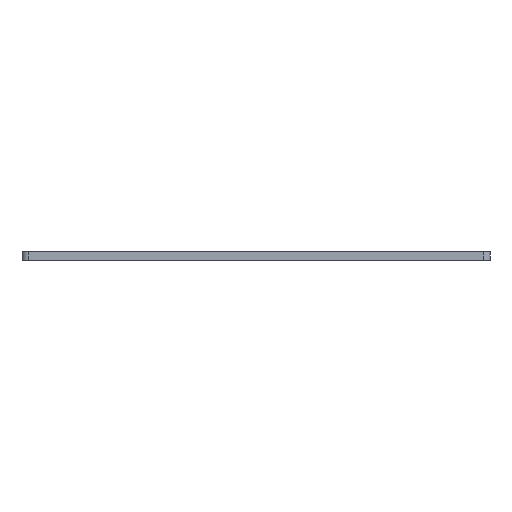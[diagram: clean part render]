
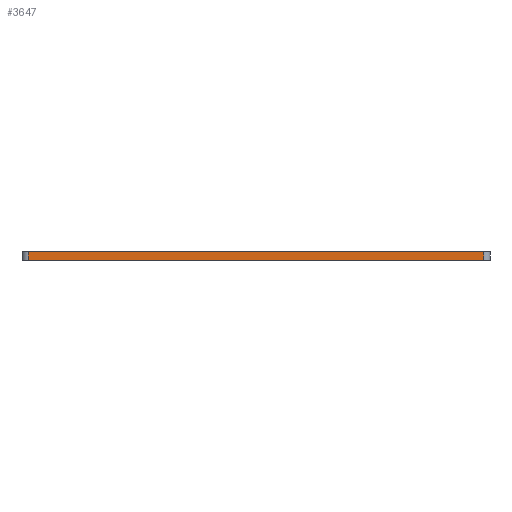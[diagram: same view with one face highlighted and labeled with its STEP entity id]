
A CAD part, front view. The second image highlights one B-rep face of the part: STEP entity #3647.
In plain terms, the highlighted planar face has unit normal (0, -1, 0).
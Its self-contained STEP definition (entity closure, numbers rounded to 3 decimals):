
#85 = EDGE_CURVE ( 'NONE', #4120, #1594, #4113, .T. ) ;
#144 = DIRECTION ( 'NONE',  ( 1., 0., 0. ) ) ;
#177 = CARTESIAN_POINT ( 'NONE',  ( 108.8, -17., 46.5 ) ) ;
#215 = AXIS2_PLACEMENT_3D ( 'NONE', #3675, #1414, #2902 ) ;
#300 = VERTEX_POINT ( 'NONE', #2760 ) ;
#429 = CARTESIAN_POINT ( 'NONE',  ( 108.8, -17., 46.5 ) ) ;
#1118 = FACE_OUTER_BOUND ( 'NONE', #3619, .T. ) ;
#1414 = DIRECTION ( 'NONE',  ( 0., 1., 0. ) ) ;
#1594 = VERTEX_POINT ( 'NONE', #177 ) ;
#1687 = ORIENTED_EDGE ( 'NONE', *, *, #2621, .F. ) ;
#1895 = LINE ( 'NONE', #4272, #4586 ) ;
#2115 = VERTEX_POINT ( 'NONE', #4333 ) ;
#2321 = DIRECTION ( 'NONE',  ( 0., 0., 1. ) ) ;
#2476 = CARTESIAN_POINT ( 'NONE',  ( 108.8, -17., 42.5 ) ) ;
#2621 = EDGE_CURVE ( 'NONE', #300, #1594, #3372, .T. ) ;
#2674 = DIRECTION ( 'NONE',  ( 1., 0., 0. ) ) ;
#2730 = EDGE_CURVE ( 'NONE', #2115, #4120, #3471, .T. ) ;
#2760 = CARTESIAN_POINT ( 'NONE',  ( -108.8, -17., 46.5 ) ) ;
#2822 = CARTESIAN_POINT ( 'NONE',  ( -100.8, -17., 42.5 ) ) ;
#2902 = DIRECTION ( 'NONE',  ( 0., 0., 1. ) ) ;
#2917 = VECTOR ( 'NONE', #2674, 1000. ) ;
#3004 = EDGE_CURVE ( 'NONE', #300, #2115, #1895, .T. ) ;
#3152 = ORIENTED_EDGE ( 'NONE', *, *, #85, .T. ) ;
#3183 = DIRECTION ( 'NONE',  ( 0., 0., -1. ) ) ;
#3372 = LINE ( 'NONE', #3424, #2917 ) ;
#3424 = CARTESIAN_POINT ( 'NONE',  ( -100.8, -17., 46.5 ) ) ;
#3471 = LINE ( 'NONE', #2822, #3932 ) ;
#3619 = EDGE_LOOP ( 'NONE', ( #1687, #3975, #4039, #3152 ) ) ;
#3647 = ADVANCED_FACE ( 'NONE', ( #1118 ), #4079, .F. ) ;
#3675 = CARTESIAN_POINT ( 'NONE',  ( -100.8, -17., 46.5 ) ) ;
#3932 = VECTOR ( 'NONE', #144, 1000. ) ;
#3975 = ORIENTED_EDGE ( 'NONE', *, *, #3004, .T. ) ;
#4039 = ORIENTED_EDGE ( 'NONE', *, *, #2730, .T. ) ;
#4079 = PLANE ( 'NONE',  #215 ) ;
#4113 = LINE ( 'NONE', #429, #4437 ) ;
#4120 = VERTEX_POINT ( 'NONE', #2476 ) ;
#4272 = CARTESIAN_POINT ( 'NONE',  ( -108.8, -17., 42.5 ) ) ;
#4333 = CARTESIAN_POINT ( 'NONE',  ( -108.8, -17., 42.5 ) ) ;
#4437 = VECTOR ( 'NONE', #2321, 1000. ) ;
#4586 = VECTOR ( 'NONE', #3183, 1000. ) ;
